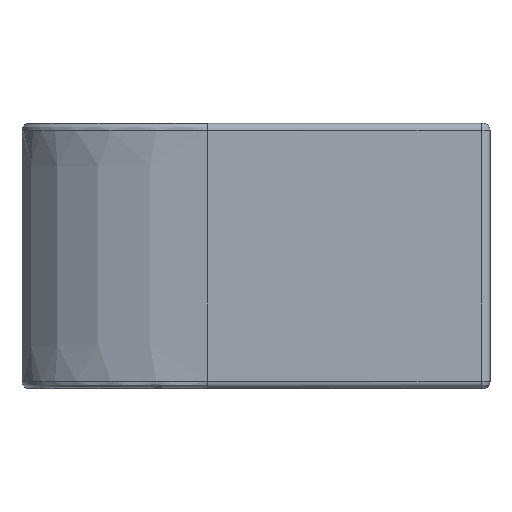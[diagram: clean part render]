
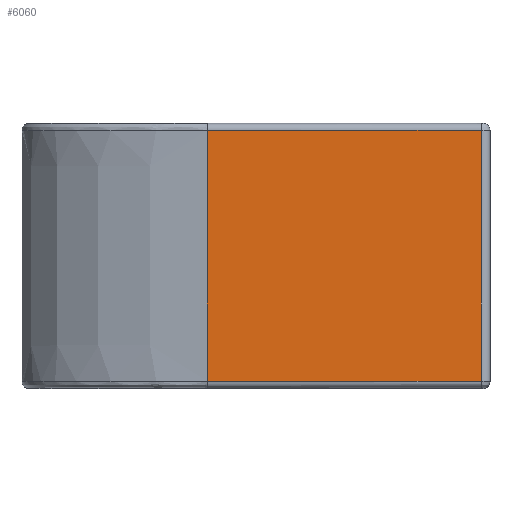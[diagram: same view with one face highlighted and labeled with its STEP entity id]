
A CAD part, top view. The second image highlights one B-rep face of the part: STEP entity #6060.
In plain terms, the highlighted face is planar.
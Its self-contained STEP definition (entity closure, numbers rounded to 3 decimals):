
#4000=CARTESIAN_POINT('',(15.,23.,6.7));
#4010=VERTEX_POINT('',#4000);
#5690=CARTESIAN_POINT('',(15.,0.,7.5));
#5700=DIRECTION('',(-1.,0.,0.));
#5710=DIRECTION('',(0.,1.,0.));
#5720=AXIS2_PLACEMENT_3D('',#5690,#5700,#5710);
#5730=PLANE('',#5720);
#5740=CARTESIAN_POINT('',(15.,0.,6.7));
#5750=DIRECTION('',(0.,1.,0.));
#5760=VECTOR('',#5750,1.);
#5770=LINE('',#5740,#5760);
#5780=CARTESIAN_POINT('',(15.,-8.,6.7));
#5790=VERTEX_POINT('',#5780);
#5800=EDGE_CURVE('',#5790,#4010,#5770,.T.);
#5810=ORIENTED_EDGE('',*,*,#5800,.F.);
#5820=CARTESIAN_POINT('',(15.,23.,7.5));
#5830=DIRECTION('',(0.,0.,-1.));
#5840=VECTOR('',#5830,1.);
#5850=LINE('',#5820,#5840);
#5860=CARTESIAN_POINT('',(15.,23.,-21.7));
#5870=VERTEX_POINT('',#5860);
#5880=EDGE_CURVE('',#4010,#5870,#5850,.T.);
#5890=ORIENTED_EDGE('',*,*,#5880,.F.);
#5900=CARTESIAN_POINT('',(15.,0.,-21.7));
#5910=DIRECTION('',(0.,1.,0.));
#5920=VECTOR('',#5910,1.);
#5930=LINE('',#5900,#5920);
#5940=CARTESIAN_POINT('',(15.,-8.,-21.7));
#5950=VERTEX_POINT('',#5940);
#5960=EDGE_CURVE('',#5950,#5870,#5930,.T.);
#5970=ORIENTED_EDGE('',*,*,#5960,.T.);
#5980=CARTESIAN_POINT('',(15.,-8.,7.5));
#5990=DIRECTION('',(0.,0.,-1.));
#6000=VECTOR('',#5990,1.);
#6010=LINE('',#5980,#6000);
#6020=EDGE_CURVE('',#5790,#5950,#6010,.T.);
#6030=ORIENTED_EDGE('',*,*,#6020,.T.);
#6040=EDGE_LOOP('',(#6030,#5970,#5890,#5810));
#6050=FACE_OUTER_BOUND('',#6040,.T.);
#6060=ADVANCED_FACE('',(#6050),#5730,.F.);
